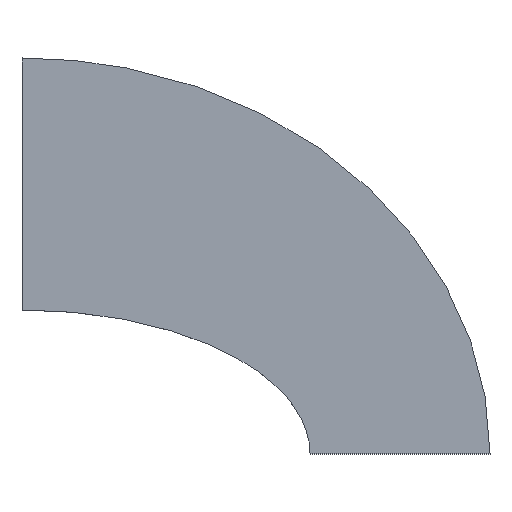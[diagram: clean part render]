
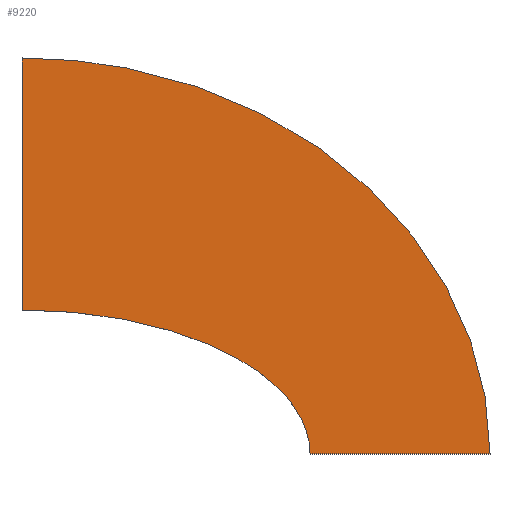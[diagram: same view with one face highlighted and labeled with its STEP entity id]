
A CAD part, top view. The second image highlights one B-rep face of the part: STEP entity #9220.
In plain terms, the highlighted planar face has unit normal (0, 0, 1).
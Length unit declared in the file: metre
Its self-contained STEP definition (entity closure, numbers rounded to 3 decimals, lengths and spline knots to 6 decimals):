
#9101 = DIRECTION('Dir1',(1.0,0.0,0.0));
#9102 = DIRECTION('Dir2',(0.0,1.0,0.0));
#9103 = DIRECTION('Dir3',(0.0,0.0,1.0));
#9123 = CARTESIAN_POINT('centreT',(0.0,0.0,0.05));
#9124 = AXIS2_PLACEMENT_3D('Ax2P3DT',#9123,#9103,#9101);
#9125 = PLANE('PlaneT',#9124);
#9126 = ELLIPSE('IEllipsT',#9124,2.0,1.0);
#9127 = ELLIPSE('OEllipsT',#9124,3.25,2.75);
#9133 = CARTESIAN_POINT('PtAt',(0.0,1.0,0.05));
#9134 = VERTEX_POINT('VertPtAt',#9133);
#9137 = CARTESIAN_POINT('PtBt',(0.0,2.75,0.05));
#9138 = VERTEX_POINT('VertPtBt',#9137);
#9141 = CARTESIAN_POINT('PtCt',(3.25,0.0,0.05));
#9142 = VERTEX_POINT('VertPtCt',#9141);
#9145 = CARTESIAN_POINT('PtDt',(2.0,0.0,0.05));
#9146 = VERTEX_POINT('VertPtDt',#9145);
#9157 = EDGE_CURVE('EdgeDAt',#9146,#9134,#9126,.T.);
#9159 = EDGE_CURVE('EdgeCBt',#9142,#9138,#9127,.T.);
#9160 = VECTOR('xvec',#9101, 1.25);
#9161 = VECTOR('yvec',#9102, 1.75);
#9163 = LINE('lineABt', #9133, #9161);
#9165 = LINE('lineDCt', #9145, #9160);
#9167 = EDGE_CURVE('EdgeABt',#9134,#9138,#9163,.T.);
#9169 = EDGE_CURVE('EdgeDCt',#9146,#9142,#9165,.T.);
#9181 = ORIENTED_EDGE('DAtF',*,*,#9157,.F.);
#9184 = ORIENTED_EDGE('CBtT',*,*,#9159,.T.);
#9189 = ORIENTED_EDGE('ABtF',*,*,#9167,.F.);
#9192 = ORIENTED_EDGE('DCtT',*,*,#9169,.T.);
#9203 = EDGE_LOOP('ELADCBt',(#9181,#9192,#9184,#9189));
#9210 = FACE_OUTER_BOUND('Topfb',#9203,.T.);
#9220 = ADVANCED_FACE('TopFace',(#9210),#9125,.T.);
